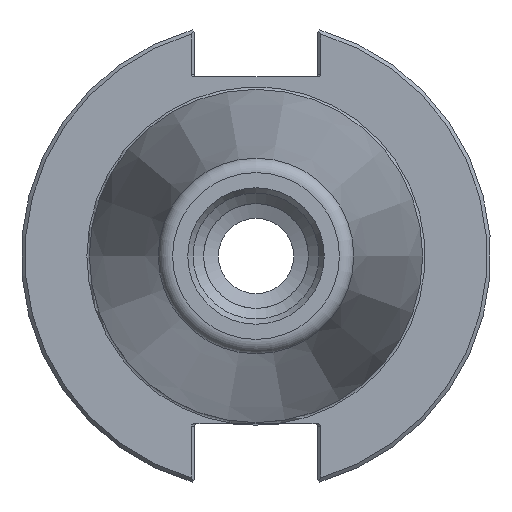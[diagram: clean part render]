
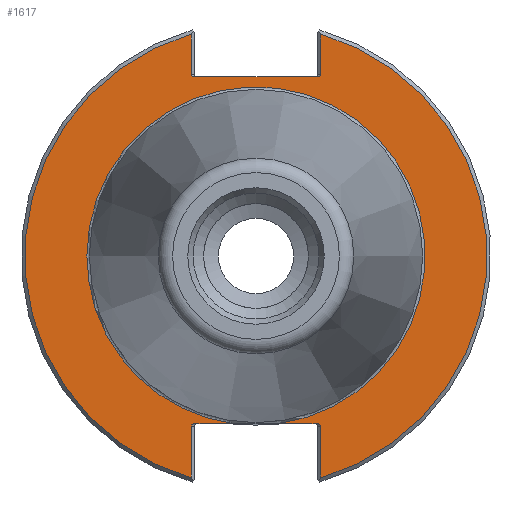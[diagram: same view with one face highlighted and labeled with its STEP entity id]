
A CAD part, left-side view. The second image highlights one B-rep face of the part: STEP entity #1617.
In plain terms, the highlighted planar face has unit normal (-1, 0, 0).
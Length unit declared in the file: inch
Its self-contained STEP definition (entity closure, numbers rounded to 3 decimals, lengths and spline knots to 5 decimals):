
#522=CARTESIAN_POINT('',(0.125,0.50422,1.478));
#523=VERTEX_POINT('',#522);
#530=CARTESIAN_POINT('',(0.125,-0.50422,1.478));
#531=VERTEX_POINT('',#530);
#532=CARTESIAN_POINT('',(0.125,-0.50422,1.478));
#533=DIRECTION('',(0.0,1.0,0.0));
#534=VECTOR('',#533,1.00843);
#535=LINE('',#532,#534);
#536=EDGE_CURVE('',#531,#523,#535,.T.);
#589=CARTESIAN_POINT('',(0.125,-0.5325,1.498));
#590=VERTEX_POINT('',#589);
#591=CARTESIAN_POINT('',(0.125,-0.50422,1.498));
#592=DIRECTION('',(-1.0,0.0,0.0));
#593=DIRECTION('',(0.0,-1.0,0.0));
#594=AXIS2_PLACEMENT_3D('',#591,#592,#593);
#595=ELLIPSE('',#594,0.02828,0.02);
#596=EDGE_CURVE('',#531,#590,#595,.T.);
#722=CARTESIAN_POINT('',(0.125,-0.5325,1.83167));
#723=VERTEX_POINT('',#722);
#724=CARTESIAN_POINT('',(0.125,-0.5325,1.498));
#725=DIRECTION('',(0.0,0.0,1.0));
#726=VECTOR('',#725,0.33367);
#727=LINE('',#724,#726);
#728=EDGE_CURVE('',#590,#723,#727,.T.);
#753=CARTESIAN_POINT('',(0.125,-0.5325,-1.403));
#754=VERTEX_POINT('',#753);
#755=CARTESIAN_POINT('',(0.125,-0.50422,-1.383));
#756=VERTEX_POINT('',#755);
#757=CARTESIAN_POINT('',(0.125,-0.50422,-1.403));
#758=DIRECTION('',(-1.0,0.0,0.0));
#759=DIRECTION('',(0.0,-1.0,0.0));
#760=AXIS2_PLACEMENT_3D('',#757,#758,#759);
#761=ELLIPSE('',#760,0.02828,0.02);
#762=EDGE_CURVE('',#754,#756,#761,.T.);
#844=CARTESIAN_POINT('',(0.125,-0.5325,-1.83167));
#845=VERTEX_POINT('',#844);
#852=CARTESIAN_POINT('',(0.125,-0.5325,-1.83167));
#853=DIRECTION('',(0.0,0.0,1.0));
#854=VECTOR('',#853,0.42867);
#855=LINE('',#852,#854);
#856=EDGE_CURVE('',#845,#754,#855,.T.);
#1009=CARTESIAN_POINT('',(0.125,0.50422,-1.383));
#1010=VERTEX_POINT('',#1009);
#1017=CARTESIAN_POINT('',(0.125,0.5325,-1.403));
#1018=VERTEX_POINT('',#1017);
#1019=CARTESIAN_POINT('',(0.125,0.50422,-1.403));
#1020=DIRECTION('',(-1.0,0.0,0.0));
#1021=DIRECTION('',(0.0,1.0,0.0));
#1022=AXIS2_PLACEMENT_3D('',#1019,#1020,#1021);
#1023=ELLIPSE('',#1022,0.02828,0.02);
#1024=EDGE_CURVE('',#1010,#1018,#1023,.T.);
#1150=CARTESIAN_POINT('',(0.125,0.5325,-1.83167));
#1151=VERTEX_POINT('',#1150);
#1152=CARTESIAN_POINT('',(0.125,0.5325,-1.403));
#1153=DIRECTION('',(0.0,0.0,-1.0));
#1154=VECTOR('',#1153,0.42867);
#1155=LINE('',#1152,#1154);
#1156=EDGE_CURVE('',#1018,#1151,#1155,.T.);
#1183=CARTESIAN_POINT('',(0.125,0.5325,1.498));
#1184=VERTEX_POINT('',#1183);
#1191=CARTESIAN_POINT('',(0.125,0.50422,1.498));
#1192=DIRECTION('',(-1.0,0.0,0.0));
#1193=DIRECTION('',(0.0,1.0,0.0));
#1194=AXIS2_PLACEMENT_3D('',#1191,#1192,#1193);
#1195=ELLIPSE('',#1194,0.02828,0.02);
#1196=EDGE_CURVE('',#1184,#523,#1195,.T.);
#1256=CARTESIAN_POINT('',(0.125,0.5325,1.83167));
#1257=VERTEX_POINT('',#1256);
#1264=CARTESIAN_POINT('',(0.125,0.5325,1.83167));
#1265=DIRECTION('',(0.0,0.0,-1.0));
#1266=VECTOR('',#1265,0.33367);
#1267=LINE('',#1264,#1266);
#1268=EDGE_CURVE('',#1257,#1184,#1267,.T.);
#1545=CARTESIAN_POINT('',(0.125,0.0,0.0));
#1546=DIRECTION('',(1.0,0.0,0.0));
#1547=DIRECTION('',(0.0,1.0,0.0));
#1548=AXIS2_PLACEMENT_3D('',#1545,#1546,#1547);
#1549=CIRCLE('',#1548,1.9075);
#1550=EDGE_CURVE('',#1151,#1257,#1549,.T.);
#1570=CARTESIAN_POINT('',(0.125,1.65625,0.0));
#1571=DIRECTION('',(-1.0,0.0,0.0));
#1572=DIRECTION('',(0.0,0.0,1.0));
#1573=AXIS2_PLACEMENT_3D('',#1570,#1571,#1572);
#1574=PLANE('',#1573);
#1575=CARTESIAN_POINT('',(0.125,0.18258,-1.383));
#1576=VERTEX_POINT('',#1575);
#1577=CARTESIAN_POINT('',(0.125,0.50422,-1.383));
#1578=DIRECTION('',(0.0,-1.0,0.0));
#1579=VECTOR('',#1578,0.32163);
#1580=LINE('',#1577,#1579);
#1581=EDGE_CURVE('',#1010,#1576,#1580,.T.);
#1582=ORIENTED_EDGE('',*,*,#1581,.T.);
#1583=CARTESIAN_POINT('',(0.125,-0.18258,-1.383));
#1584=VERTEX_POINT('',#1583);
#1585=CARTESIAN_POINT('',(0.125,0.0,0.0));
#1586=DIRECTION('',(-1.0,0.0,0.0));
#1587=DIRECTION('',(0.0,-1.0,0.0));
#1588=AXIS2_PLACEMENT_3D('',#1585,#1586,#1587);
#1589=CIRCLE('',#1588,1.395);
#1590=EDGE_CURVE('',#1584,#1576,#1589,.T.);
#1591=ORIENTED_EDGE('',*,*,#1590,.F.);
#1592=CARTESIAN_POINT('',(0.125,-0.18258,-1.383));
#1593=DIRECTION('',(0.0,-1.0,0.0));
#1594=VECTOR('',#1593,0.32163);
#1595=LINE('',#1592,#1594);
#1596=EDGE_CURVE('',#1584,#756,#1595,.T.);
#1597=ORIENTED_EDGE('',*,*,#1596,.T.);
#1598=ORIENTED_EDGE('',*,*,#762,.F.);
#1599=ORIENTED_EDGE('',*,*,#856,.F.);
#1600=CARTESIAN_POINT('',(0.125,0.0,0.0));
#1601=DIRECTION('',(1.0,0.0,0.0));
#1602=DIRECTION('',(0.0,-1.0,0.0));
#1603=AXIS2_PLACEMENT_3D('',#1600,#1601,#1602);
#1604=CIRCLE('',#1603,1.9075);
#1605=EDGE_CURVE('',#723,#845,#1604,.T.);
#1606=ORIENTED_EDGE('',*,*,#1605,.F.);
#1607=ORIENTED_EDGE('',*,*,#728,.F.);
#1608=ORIENTED_EDGE('',*,*,#596,.F.);
#1609=ORIENTED_EDGE('',*,*,#536,.T.);
#1610=ORIENTED_EDGE('',*,*,#1196,.F.);
#1611=ORIENTED_EDGE('',*,*,#1268,.F.);
#1612=ORIENTED_EDGE('',*,*,#1550,.F.);
#1613=ORIENTED_EDGE('',*,*,#1156,.F.);
#1614=ORIENTED_EDGE('',*,*,#1024,.F.);
#1615=EDGE_LOOP('',(#1582,#1591,#1597,#1598,#1599,#1606,#1607,#1608,#1609,#1610,#1611,#1612,#1613,#1614));
#1616=FACE_OUTER_BOUND('',#1615,.T.);
#1617=ADVANCED_FACE('',(#1616),#1574,.T.);
